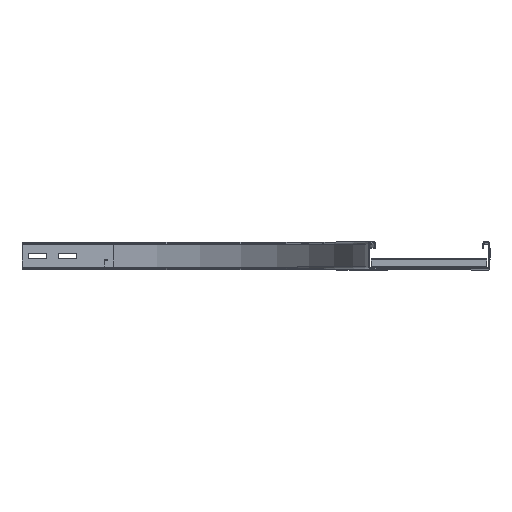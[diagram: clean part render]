
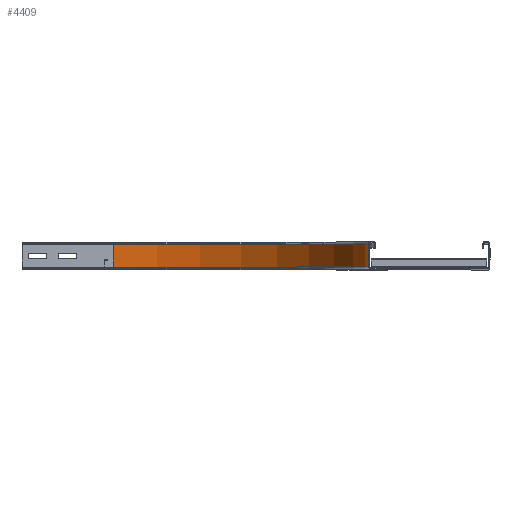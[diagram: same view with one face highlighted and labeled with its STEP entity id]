
A CAD part, top view. The second image highlights one B-rep face of the part: STEP entity #4409.
In plain terms, the highlighted cylindrical face has radius 420 mm (diameter 840 mm), a partial arc.
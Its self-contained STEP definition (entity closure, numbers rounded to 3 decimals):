
#108=CIRCLE('',#4804,420.);
#110=CIRCLE('',#4807,420.);
#208=CYLINDRICAL_SURFACE('',#4806,420.);
#330=FACE_OUTER_BOUND('',#606,.T.);
#606=EDGE_LOOP('',(#3076,#3077,#3078,#3079));
#929=LINE('',#6559,#1443);
#964=LINE('',#6656,#1478);
#1443=VECTOR('',#5245,10.);
#1478=VECTOR('',#5344,10.);
#1942=VERTEX_POINT('',#6552);
#1944=VERTEX_POINT('',#6558);
#1973=VERTEX_POINT('',#6650);
#1974=VERTEX_POINT('',#6654);
#2329=EDGE_CURVE('',#1942,#1944,#929,.T.);
#2375=EDGE_CURVE('',#1973,#1942,#108,.T.);
#2377=EDGE_CURVE('',#1974,#1944,#110,.T.);
#2378=EDGE_CURVE('',#1973,#1974,#964,.T.);
#3076=ORIENTED_EDGE('',*,*,#2329,.T.);
#3077=ORIENTED_EDGE('',*,*,#2377,.F.);
#3078=ORIENTED_EDGE('',*,*,#2378,.F.);
#3079=ORIENTED_EDGE('',*,*,#2375,.T.);
#4409=ADVANCED_FACE('',(#330),#208,.F.);
#4804=AXIS2_PLACEMENT_3D('',#6651,#5336,#5337);
#4806=AXIS2_PLACEMENT_3D('',#6653,#5340,#5341);
#4807=AXIS2_PLACEMENT_3D('',#6655,#5342,#5343);
#5245=DIRECTION('',(0.,1.,0.));
#5336=DIRECTION('center_axis',(0.,-1.,0.));
#5337=DIRECTION('ref_axis',(-1.,0.,0.));
#5340=DIRECTION('center_axis',(0.,-1.,0.));
#5341=DIRECTION('ref_axis',(-1.,0.,0.));
#5342=DIRECTION('center_axis',(0.,-1.,0.));
#5343=DIRECTION('ref_axis',(-1.,0.,0.));
#5344=DIRECTION('',(0.,1.,0.));
#6552=CARTESIAN_POINT('',(451.,4.,-420.));
#6558=CARTESIAN_POINT('',(451.,41.,-420.));
#6559=CARTESIAN_POINT('',(451.,41.,-420.));
#6650=CARTESIAN_POINT('',(31.,4.,0.));
#6651=CARTESIAN_POINT('Origin',(451.,4.,0.));
#6653=CARTESIAN_POINT('Origin',(451.,18.851,0.));
#6654=CARTESIAN_POINT('',(31.,41.,0.));
#6655=CARTESIAN_POINT('Origin',(451.,41.,0.));
#6656=CARTESIAN_POINT('',(31.,-27.524,0.));
